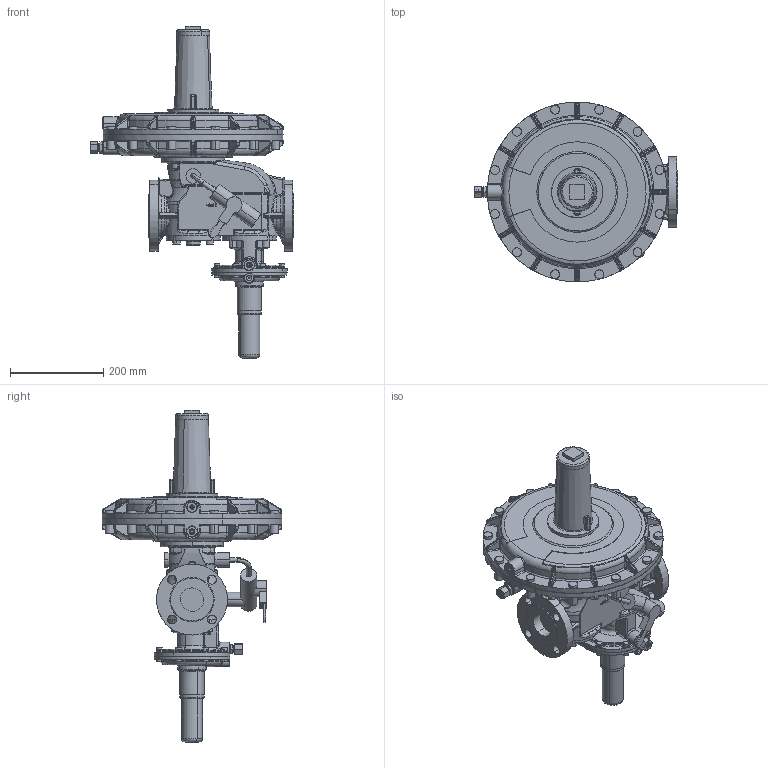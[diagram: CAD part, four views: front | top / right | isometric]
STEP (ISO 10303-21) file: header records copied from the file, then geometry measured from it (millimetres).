
FILE_DESCRIPTION(('CATIA V5 STEP Exchange'),'2;1');
FILE_NAME('RS251 DN050 390 links ANSI.stp','2023-04-27T08:36:30+00:00',('none'),('none'),'CATIA Version 5-6 Release 2018 SP2','CATIA V5 STEP AP203','none');
FILE_SCHEMA(('CONFIG_CONTROL_DESIGN'));
Products named in the file (1): Product6
Assembly tree (2 placements, depth 2):
  Product6
    #57
    #1398
Bounding box: 435.3 x 385 x 711 mm (x, y, z)
Volume: 15342119.2 mm3; surface area: 791922.5 mm2
Topology: 3 solids, 12 shells, 2548 faces, 6245 edges, 3572 vertices
Faces by surface type: cylinder 830, bspline 567, torus 561, plane 358, sphere 138, cone 94
Entity records: 114346 total; most frequent: CARTESIAN_POINT 66313, ORIENTED_EDGE 12058, EDGE_CURVE 6029, DIRECTION 5924, VERTEX_POINT 3571, AXIS2_PLACEMENT_3D 3432, EDGE_LOOP 2644, ADVANCED_FACE 2547
